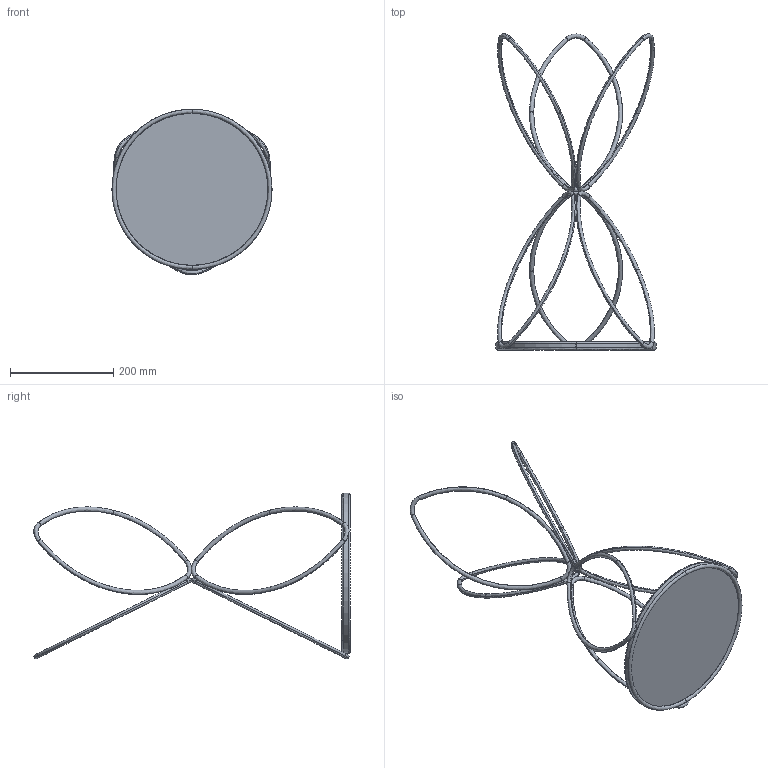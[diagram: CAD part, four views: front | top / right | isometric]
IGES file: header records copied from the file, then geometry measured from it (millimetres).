
Start section: SolidWorks IGES file using analytic representation for surfaces
Global section: file name: PortaOmbrelli.IGS; native system: SolidWorks 2017; preprocessor: SolidWorks 2017; author: Marco.Baraldi; date: 190328.074353; units: millimetre
Bounding box: 310 x 611.93 x 320.38 mm (x, y, z)
Surface area: 292137.5 mm2 (no closed solid volume)
Topology: 0 solids, 0 shells, 70 faces, 400 edges, 400 vertices
Faces by surface type: bspline 66, revolution 4
